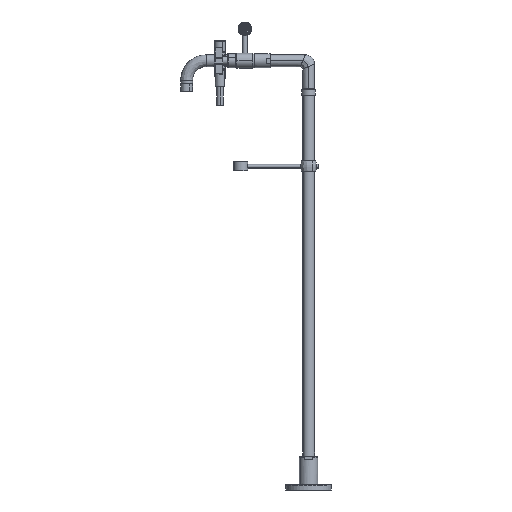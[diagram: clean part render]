
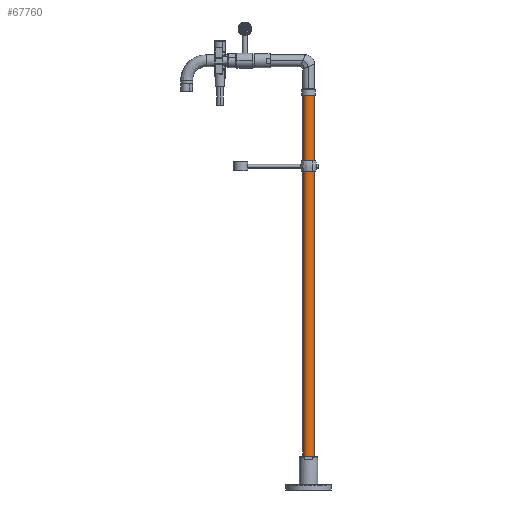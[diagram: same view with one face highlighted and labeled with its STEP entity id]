
A CAD part, left-side view. The second image highlights one B-rep face of the part: STEP entity #67760.
In plain terms, the highlighted cylindrical face has radius 13 mm (diameter 26 mm), a partial arc.
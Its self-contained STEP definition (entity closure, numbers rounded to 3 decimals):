
#67721=CARTESIAN_POINT('Axis2P3D Location',(-75.,-123.5,-482.625)) ;
#67726=CARTESIAN_POINT('Line Origine',(-81.233,-112.091,-482.625)) ;
#67730=CARTESIAN_POINT('Vertex',(-81.233,-112.091,-890.)) ;
#67732=CARTESIAN_POINT('Vertex',(-81.233,-112.091,-75.25)) ;
#67735=CARTESIAN_POINT('Axis2P3D Location',(-75.,-123.5,-890.)) ;
#67739=CARTESIAN_POINT('Vertex',(-68.767,-134.909,-890.)) ;
#67742=CARTESIAN_POINT('Line Origine',(-68.767,-134.909,-482.625)) ;
#67746=CARTESIAN_POINT('Vertex',(-68.767,-134.909,-75.25)) ;
#67749=CARTESIAN_POINT('Axis2P3D Location',(-75.,-123.5,-75.25)) ;
#67728=VECTOR('Line Direction',#67727,1.) ;
#67744=VECTOR('Line Direction',#67743,1.) ;
#67722=DIRECTION('Axis2P3D Direction',(0.,-0.,1.)) ;
#67723=DIRECTION('Axis2P3D XDirection',(-0.479,0.878,0.)) ;
#67727=DIRECTION('Vector Direction',(0.,0.,1.)) ;
#67736=DIRECTION('Axis2P3D Direction',(0.,-0.,1.)) ;
#67743=DIRECTION('Vector Direction',(0.,0.,1.)) ;
#67750=DIRECTION('Axis2P3D Direction',(0.,-0.,1.)) ;
#67724=AXIS2_PLACEMENT_3D('Cylinder Axis2P3D',#67721,#67722,#67723) ;
#67737=AXIS2_PLACEMENT_3D('Circle Axis2P3D',#67735,#67736,$) ;
#67751=AXIS2_PLACEMENT_3D('Circle Axis2P3D',#67749,#67750,$) ;
#67729=LINE('Line',#67726,#67728) ;
#67745=LINE('Line',#67742,#67744) ;
#67738=CIRCLE('generated circle',#67737,13.) ;
#67752=CIRCLE('generated circle',#67751,13.) ;
#67725=CYLINDRICAL_SURFACE('generated cylinder',#67724,13.) ;
#67734=EDGE_CURVE('',#67731,#67733,#67729,.T.) ;
#67741=EDGE_CURVE('',#67740,#67731,#67738,.F.) ;
#67748=EDGE_CURVE('',#67747,#67740,#67745,.F.) ;
#67753=EDGE_CURVE('',#67733,#67747,#67752,.T.) ;
#67755=ORIENTED_EDGE('',*,*,#67734,.F.) ;
#67756=ORIENTED_EDGE('',*,*,#67741,.F.) ;
#67757=ORIENTED_EDGE('',*,*,#67748,.F.) ;
#67758=ORIENTED_EDGE('',*,*,#67753,.F.) ;
#67754=EDGE_LOOP('',(#67755,#67756,#67757,#67758)) ;
#67731=VERTEX_POINT('',#67730) ;
#67733=VERTEX_POINT('',#67732) ;
#67740=VERTEX_POINT('',#67739) ;
#67747=VERTEX_POINT('',#67746) ;
#67760=ADVANCED_FACE('PartBody',(#67759),#67725,.T.) ;
#67759=FACE_OUTER_BOUND('',#67754,.T.) ;
